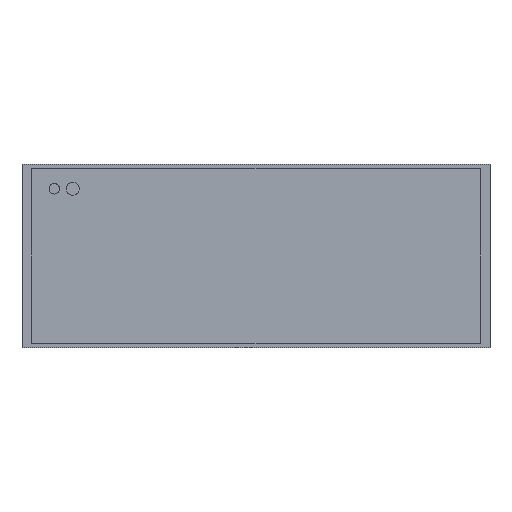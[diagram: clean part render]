
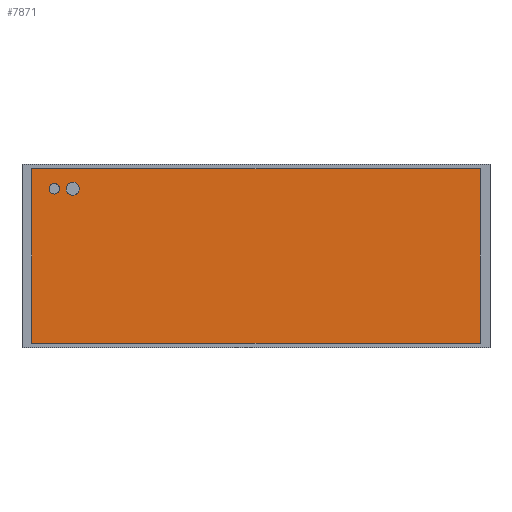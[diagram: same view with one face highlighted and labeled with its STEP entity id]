
A CAD part, front view. The second image highlights one B-rep face of the part: STEP entity #7871.
In plain terms, the highlighted planar face has unit normal (0, -1, 0).
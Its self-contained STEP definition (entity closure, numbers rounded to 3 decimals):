
#61=FACE_BOUND('',#751,.T.);
#62=FACE_BOUND('',#752,.T.);
#73=CIRCLE('',#8391,20.);
#75=CIRCLE('',#8395,25.);
#275=FACE_OUTER_BOUND('',#750,.T.);
#750=EDGE_LOOP('',(#5347,#5348,#5349,#5350));
#751=EDGE_LOOP('',(#5351));
#752=EDGE_LOOP('',(#5352));
#1278=LINE('',#11256,#2324);
#1280=LINE('',#11260,#2326);
#1282=LINE('',#11264,#2328);
#1284=LINE('',#11267,#2330);
#2324=VECTOR('',#9095,10.);
#2326=VECTOR('',#9099,10.);
#2328=VECTOR('',#9103,10.);
#2330=VECTOR('',#9107,10.);
#3320=VERTEX_POINT('',#11182);
#3322=VERTEX_POINT('',#11189);
#3343=VERTEX_POINT('',#11253);
#3344=VERTEX_POINT('',#11255);
#3345=VERTEX_POINT('',#11259);
#3346=VERTEX_POINT('',#11263);
#4089=EDGE_CURVE('',#3320,#3320,#73,.T.);
#4092=EDGE_CURVE('',#3322,#3322,#75,.T.);
#4122=EDGE_CURVE('',#3344,#3343,#1278,.T.);
#4124=EDGE_CURVE('',#3345,#3344,#1280,.T.);
#4126=EDGE_CURVE('',#3346,#3345,#1282,.T.);
#4128=EDGE_CURVE('',#3343,#3346,#1284,.T.);
#5347=ORIENTED_EDGE('',*,*,#4128,.T.);
#5348=ORIENTED_EDGE('',*,*,#4126,.T.);
#5349=ORIENTED_EDGE('',*,*,#4124,.T.);
#5350=ORIENTED_EDGE('',*,*,#4122,.T.);
#5351=ORIENTED_EDGE('',*,*,#4089,.T.);
#5352=ORIENTED_EDGE('',*,*,#4092,.T.);
#7436=PLANE('',#8412);
#7871=ADVANCED_FACE('',(#275,#61,#62),#7436,.T.);
#8391=AXIS2_PLACEMENT_3D('',#11184,#9029,#9030);
#8395=AXIS2_PLACEMENT_3D('',#11191,#9038,#9039);
#8412=AXIS2_PLACEMENT_3D('',#11268,#9108,#9109);
#9029=DIRECTION('center_axis',(0.,1.,0.));
#9030=DIRECTION('ref_axis',(1.,0.,0.));
#9038=DIRECTION('center_axis',(0.,1.,0.));
#9039=DIRECTION('ref_axis',(1.,0.,0.));
#9095=DIRECTION('',(0.,0.,-1.));
#9099=DIRECTION('',(-1.,0.,0.));
#9103=DIRECTION('',(0.,0.,1.));
#9107=DIRECTION('',(1.,0.,0.));
#9108=DIRECTION('center_axis',(0.,-1.,0.));
#9109=DIRECTION('ref_axis',(0.,0.,-1.));
#11182=CARTESIAN_POINT('',(-785.,-370.,255.));
#11184=CARTESIAN_POINT('Origin',(-765.,-370.,255.));
#11189=CARTESIAN_POINT('',(-720.,-370.,255.));
#11191=CARTESIAN_POINT('Origin',(-695.,-370.,255.));
#11253=CARTESIAN_POINT('',(-850.,-370.,-330.));
#11255=CARTESIAN_POINT('',(-850.,-370.,330.));
#11256=CARTESIAN_POINT('',(-850.,-370.,-330.));
#11259=CARTESIAN_POINT('',(850.,-370.,330.));
#11260=CARTESIAN_POINT('',(-850.,-370.,330.));
#11263=CARTESIAN_POINT('',(850.,-370.,-330.));
#11264=CARTESIAN_POINT('',(850.,-370.,330.));
#11267=CARTESIAN_POINT('',(850.,-370.,-330.));
#11268=CARTESIAN_POINT('Origin',(0.,-370.,0.));
